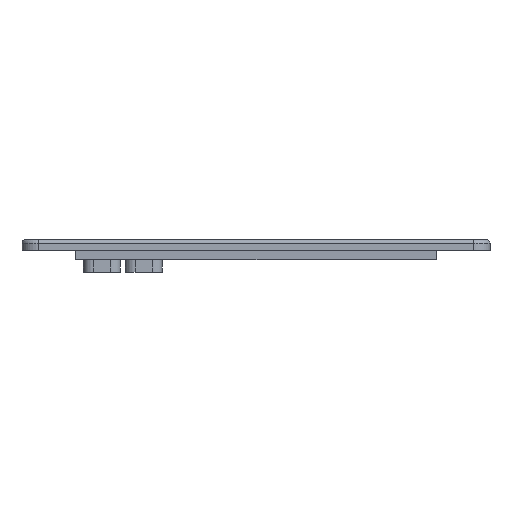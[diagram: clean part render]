
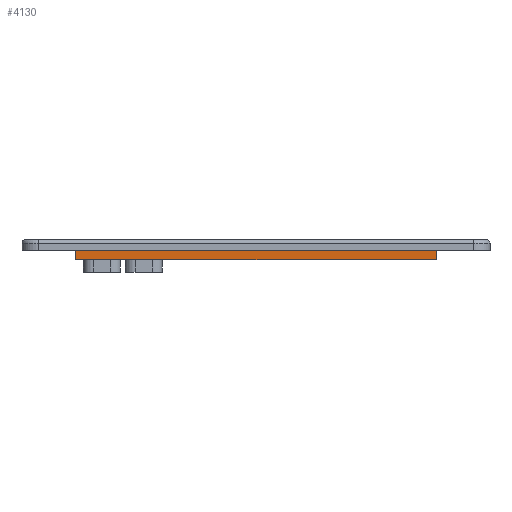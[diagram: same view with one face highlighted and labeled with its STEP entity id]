
A CAD part, left-side view. The second image highlights one B-rep face of the part: STEP entity #4130.
In plain terms, the highlighted planar face has unit normal (-0.999, 0, -0.035).
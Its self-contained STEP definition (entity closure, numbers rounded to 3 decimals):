
#79=PLANE('',#4480);
#257=LINE('',#9763,#585);
#268=LINE('',#9874,#596);
#270=LINE('',#9878,#598);
#271=LINE('',#9879,#599);
#585=VECTOR('',#5167,10.);
#596=VECTOR('',#5194,10.);
#598=VECTOR('',#5198,10.);
#599=VECTOR('',#5199,10.);
#988=FACE_OUTER_BOUND('',#1239,.T.);
#1239=EDGE_LOOP('',(#3287,#3288,#3289,#3290));
#1940=VERTEX_POINT('',#9760);
#1941=VERTEX_POINT('',#9762);
#1953=VERTEX_POINT('',#9873);
#1954=VERTEX_POINT('',#9877);
#2430=EDGE_CURVE('',#1940,#1941,#257,.T.);
#2450=EDGE_CURVE('',#1941,#1953,#268,.T.);
#2452=EDGE_CURVE('',#1940,#1954,#270,.T.);
#2453=EDGE_CURVE('',#1954,#1953,#271,.T.);
#3287=ORIENTED_EDGE('',*,*,#2430,.F.);
#3288=ORIENTED_EDGE('',*,*,#2452,.T.);
#3289=ORIENTED_EDGE('',*,*,#2453,.T.);
#3290=ORIENTED_EDGE('',*,*,#2450,.F.);
#4130=ADVANCED_FACE('',(#988),#79,.T.);
#4480=AXIS2_PLACEMENT_3D('',#9876,#5196,#5197);
#5167=DIRECTION('',(0.,-1.,0.));
#5194=DIRECTION('',(0.035,0.035,-0.999));
#5196=DIRECTION('center_axis',(-0.999,0.,-0.035));
#5197=DIRECTION('ref_axis',(0.,1.,0.));
#5198=DIRECTION('',(0.035,-0.035,-0.999));
#5199=DIRECTION('',(0.,-1.,0.));
#9760=CARTESIAN_POINT('',(-49.929,27.429,6.51));
#9762=CARTESIAN_POINT('',(-49.929,-27.429,6.51));
#9763=CARTESIAN_POINT('',(-49.929,13.725,6.51));
#9873=CARTESIAN_POINT('',(-49.88,-27.38,5.12));
#9874=CARTESIAN_POINT('',(-49.917,-27.417,6.164));
#9876=CARTESIAN_POINT('Origin',(-49.95,27.45,7.12));
#9877=CARTESIAN_POINT('',(-49.88,27.38,5.12));
#9878=CARTESIAN_POINT('',(-49.898,27.398,5.643));
#9879=CARTESIAN_POINT('',(-49.88,-27.45,5.12));
